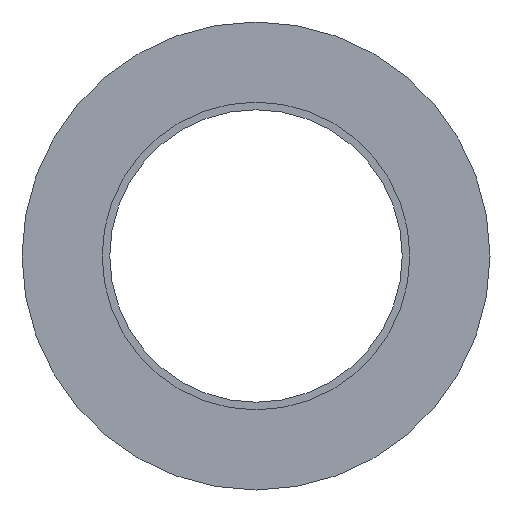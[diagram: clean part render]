
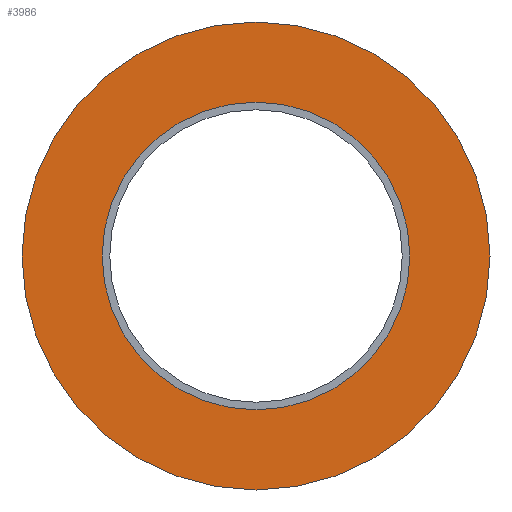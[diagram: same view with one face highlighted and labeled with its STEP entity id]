
A CAD part, left-side view. The second image highlights one B-rep face of the part: STEP entity #3986.
In plain terms, the highlighted planar face has unit normal (-1, 0, 0).
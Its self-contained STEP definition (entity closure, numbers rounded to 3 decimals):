
#3 = VERTEX_POINT ( 'NONE', #7962 ) ;
#430 = EDGE_CURVE ( 'NONE', #12596, #12596, #13281, .T. ) ;
#708 = ORIENTED_EDGE ( 'NONE', *, *, #6116, .F. ) ;
#860 = CIRCLE ( 'NONE', #3787, 13.15 ) ;
#1673 = AXIS2_PLACEMENT_3D ( 'NONE', #11124, #9187, #10058 ) ;
#3068 = DIRECTION ( 'NONE',  ( 0., 0., 1. ) ) ;
#3787 = AXIS2_PLACEMENT_3D ( 'NONE', #10123, #10175, #12205 ) ;
#3986 = ADVANCED_FACE ( 'NONE', ( #12107, #13264 ), #10418, .T. ) ;
#5665 = ORIENTED_EDGE ( 'NONE', *, *, #430, .T. ) ;
#6116 = EDGE_CURVE ( 'NONE', #3, #3, #860, .T. ) ;
#6700 = EDGE_LOOP ( 'NONE', ( #708 ) ) ;
#7356 = AXIS2_PLACEMENT_3D ( 'NONE', #11438, #8349, #3068 ) ;
#7962 = CARTESIAN_POINT ( 'NONE',  ( 0., 0., 13.15 ) ) ;
#8349 = DIRECTION ( 'NONE',  ( -1., 0., 0. ) ) ;
#9187 = DIRECTION ( 'NONE',  ( -1., 0., 0. ) ) ;
#10058 = DIRECTION ( 'NONE',  ( 0., 0., 1. ) ) ;
#10123 = CARTESIAN_POINT ( 'NONE',  ( 0., 0., 0. ) ) ;
#10175 = DIRECTION ( 'NONE',  ( -1., 0., 0. ) ) ;
#10418 = PLANE ( 'NONE',  #7356 ) ;
#11124 = CARTESIAN_POINT ( 'NONE',  ( 0., 0., 0. ) ) ;
#11438 = CARTESIAN_POINT ( 'NONE',  ( 0., 0., 0. ) ) ;
#12107 = FACE_BOUND ( 'NONE', #6700, .T. ) ;
#12205 = DIRECTION ( 'NONE',  ( 0., 0., 1. ) ) ;
#12596 = VERTEX_POINT ( 'NONE', #13191 ) ;
#12648 = EDGE_LOOP ( 'NONE', ( #5665 ) ) ;
#13191 = CARTESIAN_POINT ( 'NONE',  ( 0., 0., 20. ) ) ;
#13264 = FACE_OUTER_BOUND ( 'NONE', #12648, .T. ) ;
#13281 = CIRCLE ( 'NONE', #1673, 20. ) ;
